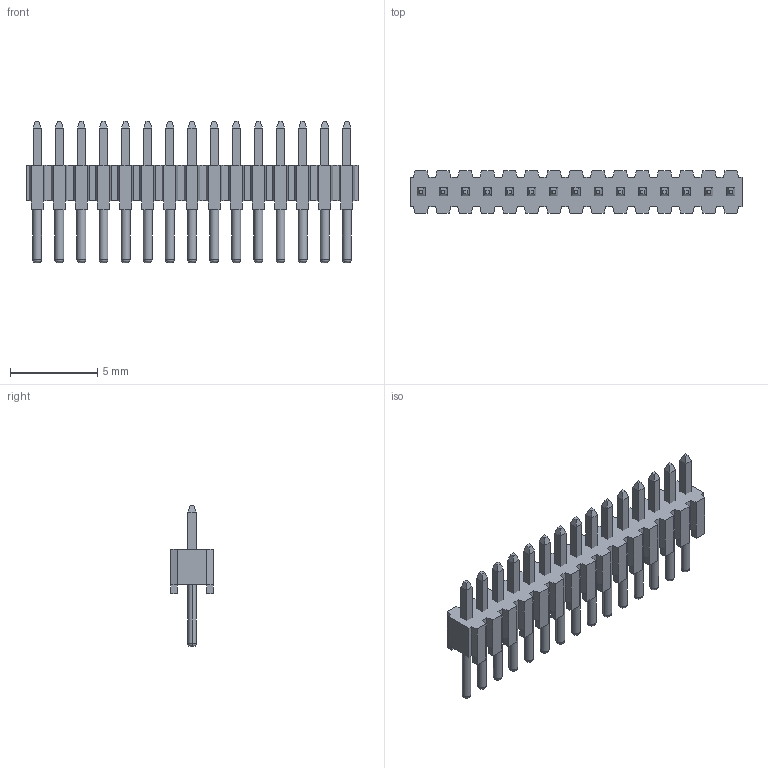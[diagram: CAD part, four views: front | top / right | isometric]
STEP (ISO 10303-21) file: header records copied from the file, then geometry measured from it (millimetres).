
FILE_DESCRIPTION((''),'2;1');
FILE_NAME('SAMTEC_TMS-115-01-L-S.stp','2013-03-27T11:18:16',(''),(''),'Mechanical Desktop 2011','Mechanical Desktop 2011',', , ');
FILE_SCHEMA(('AUTOMOTIVE_DESIGN { 1 2 10303 214 1 1 1 1 }'));
Length unit declared in the file: millimetre
Products named in the file (1): Product
Bounding box: 19.05 x 2.44 x 8.13 mm (x, y, z)
Volume: 106.9 mm3; surface area: 407.9 mm2
Topology: 31 solids, 31 shells, 486 faces, 1122 edges, 698 vertices
Faces by surface type: plane 335, bspline 121, cylinder 30
Entity records: 14615 total; most frequent: CARTESIAN_POINT 3900, ORIENTED_EDGE 2244, DIRECTION 1974, EDGE_CURVE 1122, VECTOR 1002, LINE 1002, VERTEX_POINT 698, AXIS2_PLACEMENT_3D 486
